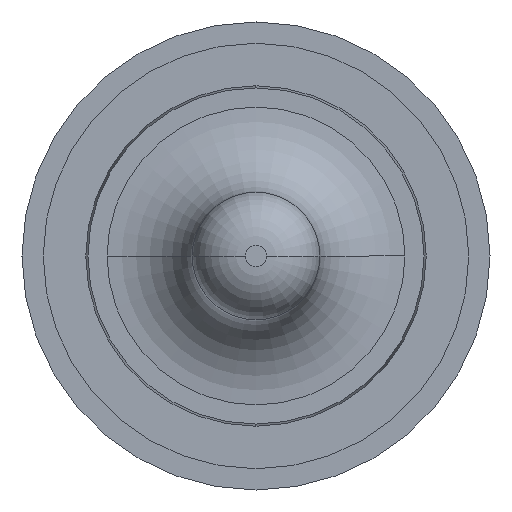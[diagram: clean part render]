
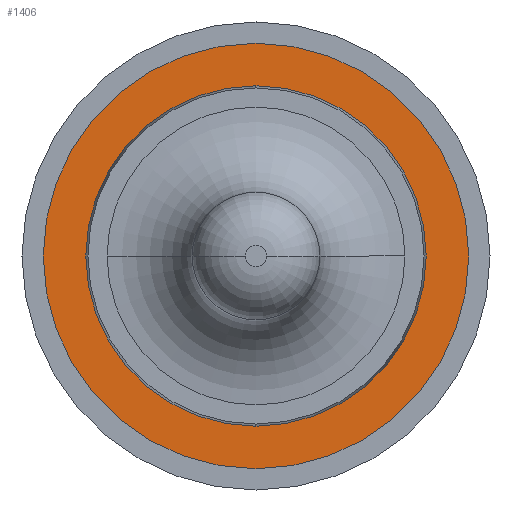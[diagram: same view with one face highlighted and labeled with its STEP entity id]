
A CAD part, front view. The second image highlights one B-rep face of the part: STEP entity #1406.
In plain terms, the highlighted planar face has unit normal (0, -1, 0).
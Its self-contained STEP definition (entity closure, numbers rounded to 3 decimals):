
#29 = CARTESIAN_POINT ( 'NONE',  ( 0.79, -15.2, 0. ) ) ;
#106 = DIRECTION ( 'NONE',  ( 0., 1., 0. ) ) ;
#110 = CARTESIAN_POINT ( 'NONE',  ( 0.79, -15.2, 0. ) ) ;
#116 = DIRECTION ( 'NONE',  ( 0., 1., 0. ) ) ;
#130 = PLANE ( 'NONE',  #219 ) ;
#219 = AXIS2_PLACEMENT_3D ( 'NONE', #110, #106, #1273 ) ;
#239 = EDGE_CURVE ( 'NONE', #751, #1163, #391, .T. ) ;
#254 = EDGE_CURVE ( 'NONE', #1163, #751, #778, .T. ) ;
#323 = EDGE_LOOP ( 'NONE', ( #1338, #606 ) ) ;
#371 = CARTESIAN_POINT ( 'NONE',  ( 1., -15.2, 0. ) ) ;
#391 = CIRCLE ( 'NONE', #1490, 0.79 ) ;
#513 = CARTESIAN_POINT ( 'NONE',  ( 0., -15.2, 0. ) ) ;
#538 = CIRCLE ( 'NONE', #1192, 1. ) ;
#578 = DIRECTION ( 'NONE',  ( 0., 1., 0. ) ) ;
#606 = ORIENTED_EDGE ( 'NONE', *, *, #1037, .F. ) ;
#633 = ORIENTED_EDGE ( 'NONE', *, *, #239, .T. ) ;
#644 = AXIS2_PLACEMENT_3D ( 'NONE', #691, #116, #916 ) ;
#665 = VERTEX_POINT ( 'NONE', #371 ) ;
#691 = CARTESIAN_POINT ( 'NONE',  ( 0., -15.2, 0. ) ) ;
#751 = VERTEX_POINT ( 'NONE', #29 ) ;
#754 = DIRECTION ( 'NONE',  ( 0., 1., 0. ) ) ;
#758 = FACE_OUTER_BOUND ( 'NONE', #323, .T. ) ;
#778 = CIRCLE ( 'NONE', #932, 0.79 ) ;
#816 = CARTESIAN_POINT ( 'NONE',  ( -0.79, -15.2, 0. ) ) ;
#858 = DIRECTION ( 'NONE',  ( 0., 1., 0. ) ) ;
#916 = DIRECTION ( 'NONE',  ( -1., 0., 0. ) ) ;
#932 = AXIS2_PLACEMENT_3D ( 'NONE', #980, #858, #982 ) ;
#980 = CARTESIAN_POINT ( 'NONE',  ( 0., -15.2, 0. ) ) ;
#982 = DIRECTION ( 'NONE',  ( -1., 0., 0. ) ) ;
#1017 = FACE_BOUND ( 'NONE', #1449, .T. ) ;
#1027 = ORIENTED_EDGE ( 'NONE', *, *, #254, .T. ) ;
#1037 = EDGE_CURVE ( 'NONE', #665, #1467, #1244, .T. ) ;
#1145 = CARTESIAN_POINT ( 'NONE',  ( -1., -15.2, 0. ) ) ;
#1159 = CARTESIAN_POINT ( 'NONE',  ( 0., -15.2, 0. ) ) ;
#1163 = VERTEX_POINT ( 'NONE', #816 ) ;
#1192 = AXIS2_PLACEMENT_3D ( 'NONE', #1159, #578, #1259 ) ;
#1244 = CIRCLE ( 'NONE', #644, 1. ) ;
#1259 = DIRECTION ( 'NONE',  ( -1., 0., 0. ) ) ;
#1273 = DIRECTION ( 'NONE',  ( -1., 0., 0. ) ) ;
#1319 = DIRECTION ( 'NONE',  ( -1., 0., 0. ) ) ;
#1338 = ORIENTED_EDGE ( 'NONE', *, *, #1365, .F. ) ;
#1365 = EDGE_CURVE ( 'NONE', #1467, #665, #538, .T. ) ;
#1406 = ADVANCED_FACE ( 'NONE', ( #758, #1017 ), #130, .F. ) ;
#1449 = EDGE_LOOP ( 'NONE', ( #1027, #633 ) ) ;
#1467 = VERTEX_POINT ( 'NONE', #1145 ) ;
#1490 = AXIS2_PLACEMENT_3D ( 'NONE', #513, #754, #1319 ) ;
